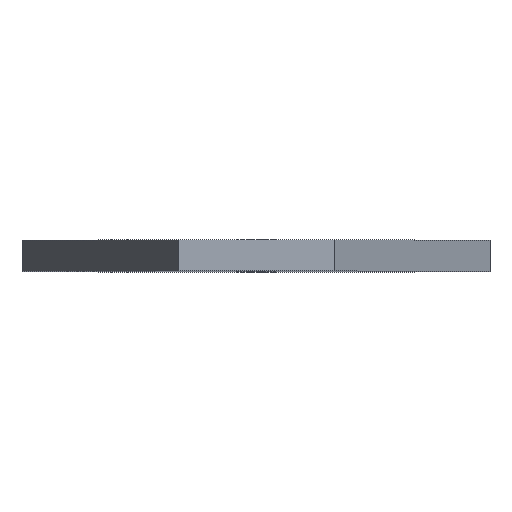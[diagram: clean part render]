
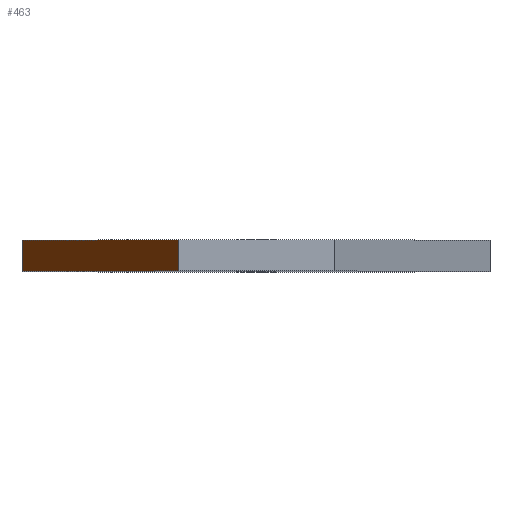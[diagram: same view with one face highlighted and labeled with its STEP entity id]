
A CAD part, top view. The second image highlights one B-rep face of the part: STEP entity #463.
In plain terms, the highlighted planar face has unit normal (-0.894, 0, 0.447).
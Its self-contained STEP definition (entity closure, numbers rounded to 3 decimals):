
#82 = LINE ( 'NONE', #618, #863 ) ;
#119 = ORIENTED_EDGE ( 'NONE', *, *, #738, .T. ) ;
#238 = EDGE_LOOP ( 'NONE', ( #119, #792, #782, #512 ) ) ;
#242 = DIRECTION ( 'NONE',  ( 0.447, 0., 0.894 ) ) ;
#256 = CARTESIAN_POINT ( 'NONE',  ( -10., 0., 50. ) ) ;
#273 = CARTESIAN_POINT ( 'NONE',  ( -30., 4., 10. ) ) ;
#383 = VERTEX_POINT ( 'NONE', #572 ) ;
#444 = DIRECTION ( 'NONE',  ( -0.447, 0., -0.894 ) ) ;
#451 = VERTEX_POINT ( 'NONE', #696 ) ;
#463 = ADVANCED_FACE ( 'NONE', ( #864 ), #581, .F. ) ;
#488 = DIRECTION ( 'NONE',  ( 0.447, 0., 0.894 ) ) ;
#502 = EDGE_CURVE ( 'NONE', #451, #383, #850, .T. ) ;
#509 = VERTEX_POINT ( 'NONE', #256 ) ;
#512 = ORIENTED_EDGE ( 'NONE', *, *, #858, .T. ) ;
#526 = DIRECTION ( 'NONE',  ( 0., -1., 0. ) ) ;
#535 = CARTESIAN_POINT ( 'NONE',  ( -30., 4., 10. ) ) ;
#540 = CARTESIAN_POINT ( 'NONE',  ( -10., 4., 50. ) ) ;
#550 = DIRECTION ( 'NONE',  ( 0.894, 0., -0.447 ) ) ;
#555 = CARTESIAN_POINT ( 'NONE',  ( -30., 4., 10. ) ) ;
#559 = VECTOR ( 'NONE', #242, 1000. ) ;
#571 = DIRECTION ( 'NONE',  ( 0., -1., 0. ) ) ;
#572 = CARTESIAN_POINT ( 'NONE',  ( -10., 4., 50. ) ) ;
#581 = PLANE ( 'NONE',  #743 ) ;
#604 = VECTOR ( 'NONE', #526, 1000. ) ;
#610 = LINE ( 'NONE', #535, #604 ) ;
#618 = CARTESIAN_POINT ( 'NONE',  ( -30., 0., 10. ) ) ;
#634 = CARTESIAN_POINT ( 'NONE',  ( -30., 0., 10. ) ) ;
#696 = CARTESIAN_POINT ( 'NONE',  ( -30., 4., 10. ) ) ;
#738 = EDGE_CURVE ( 'NONE', #770, #509, #82, .T. ) ;
#743 = AXIS2_PLACEMENT_3D ( 'NONE', #555, #550, #444 ) ;
#748 = VECTOR ( 'NONE', #571, 1000. ) ;
#770 = VERTEX_POINT ( 'NONE', #634 ) ;
#782 = ORIENTED_EDGE ( 'NONE', *, *, #502, .F. ) ;
#792 = ORIENTED_EDGE ( 'NONE', *, *, #798, .F. ) ;
#798 = EDGE_CURVE ( 'NONE', #383, #509, #844, .T. ) ;
#844 = LINE ( 'NONE', #540, #748 ) ;
#850 = LINE ( 'NONE', #273, #559 ) ;
#858 = EDGE_CURVE ( 'NONE', #451, #770, #610, .T. ) ;
#863 = VECTOR ( 'NONE', #488, 1000. ) ;
#864 = FACE_OUTER_BOUND ( 'NONE', #238, .T. ) ;
